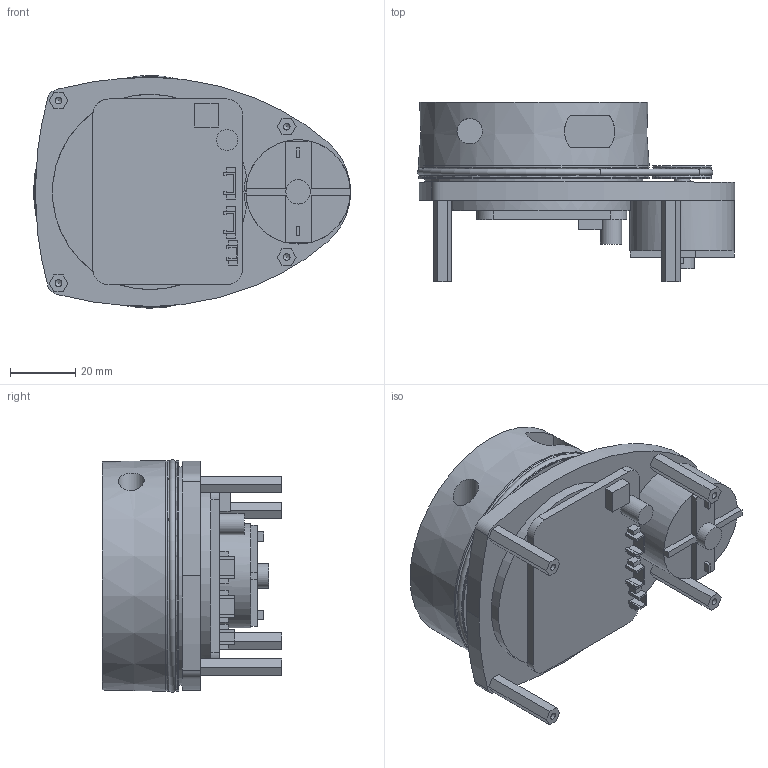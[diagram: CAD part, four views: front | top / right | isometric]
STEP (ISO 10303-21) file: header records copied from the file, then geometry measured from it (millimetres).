
FILE_DESCRIPTION (( 'STEP AP214' ), '1' );
FILE_NAME ('025962-GEO_1.STEP', '2022-02-24T14:27:40', ( '' ), ( '' ), 'SwSTEP 2.0', 'SolidWorks 2020', '' );
FILE_SCHEMA (( 'AUTOMOTIVE_DESIGN' ));
Length unit declared in the file: millimetre
Products named in the file (1): 025962-GEO_1
Bounding box: 97.3 x 55.07 x 71.36 mm (x, y, z)
Volume: 153991.4 mm3; surface area: 29271.2 mm2
Topology: 5 solids, 5 shells, 212 faces, 526 edges, 340 vertices
Faces by surface type: plane 169, cylinder 21, bspline 11, cone 6, torus 5
Full cylindrical faces by diameter (mm): 1.954 x2, 2.05 x4, 4.999 x1, 6.5 x1, 7.5 x1, 7.821 x1, 12.027 x1, 17.999 x2, 31.999 x1, 67 x1, 70.78 x2
Entity records: 8821 total; most frequent: CARTESIAN_POINT 1710, ORIENTED_EDGE 976, DIRECTION 943, EDGE_CURVE 488, LINE 383, VECTOR 383, VERTEX_POINT 331, AXIS2_PLACEMENT_3D 280
